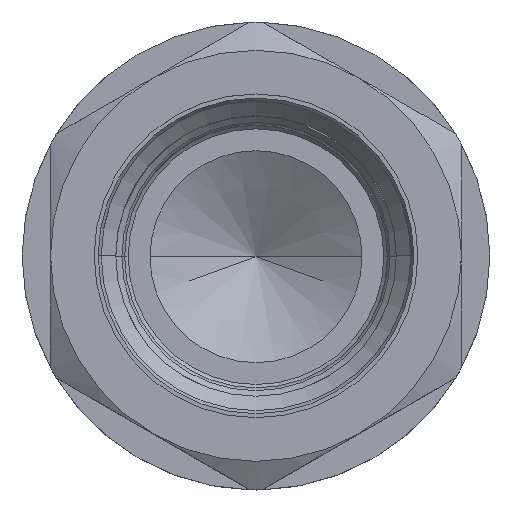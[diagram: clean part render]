
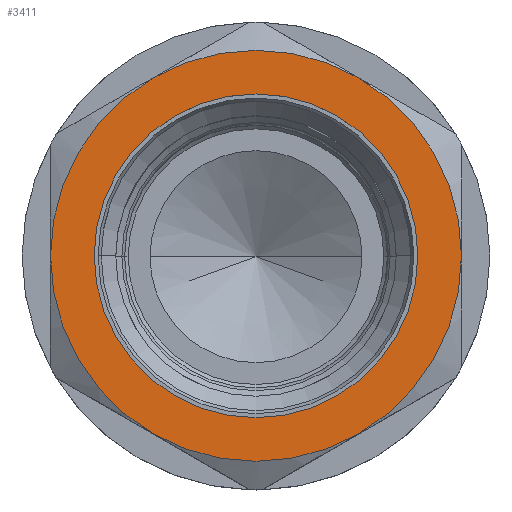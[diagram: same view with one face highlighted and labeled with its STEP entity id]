
A CAD part, top view. The second image highlights one B-rep face of the part: STEP entity #3411.
In plain terms, the highlighted planar face has unit normal (0, 0, 1).
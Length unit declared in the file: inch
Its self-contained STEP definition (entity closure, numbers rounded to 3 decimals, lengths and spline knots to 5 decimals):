
#1099=CARTESIAN_POINT('',(0.,0.,0.608));
#1100=DIRECTION('',(0.,0.,1.));
#1101=DIRECTION('',(-1.,0.,0.));
#1102=AXIS2_PLACEMENT_3D('',#1099,#1100,#1101);
#1104=CARTESIAN_POINT('',(0.,0.,0.608));
#1105=DIRECTION('',(0.,0.,1.));
#1106=DIRECTION('',(-0.5,0.866,0.));
#1107=AXIS2_PLACEMENT_3D('',#1104,#1105,#1106);
#1109=CARTESIAN_POINT('',(0.,0.,0.608));
#1110=DIRECTION('',(0.,0.,1.));
#1111=DIRECTION('',(1.,0.,0.));
#1112=AXIS2_PLACEMENT_3D('',#1109,#1110,#1111);
#1114=CARTESIAN_POINT('',(0.,0.,0.608));
#1115=DIRECTION('',(0.,0.,1.));
#1116=DIRECTION('',(0.5,-0.866,0.));
#1117=AXIS2_PLACEMENT_3D('',#1114,#1115,#1116);
#1119=CARTESIAN_POINT('',(0.,0.,0.608));
#1120=DIRECTION('',(0.,0.,-1.));
#1121=DIRECTION('',(1.,0.,0.));
#1122=AXIS2_PLACEMENT_3D('',#1119,#1120,#1121);
#1124=CARTESIAN_POINT('',(0.,0.,0.608));
#1125=DIRECTION('',(0.,0.,-1.));
#1126=DIRECTION('',(-1.,0.,0.));
#1127=AXIS2_PLACEMENT_3D('',#1124,#1125,#1126);
#1129=CARTESIAN_POINT('',(0.,0.,0.608));
#1130=DIRECTION('',(0.,0.,1.));
#1131=DIRECTION('',(-0.5,-0.866,0.));
#1132=AXIS2_PLACEMENT_3D('',#1129,#1130,#1131);
#1162=CARTESIAN_POINT('',(0.3425,0.59323,
0.608));
#1190=CARTESIAN_POINT('',(0.685,0.,
0.608));
#1218=CARTESIAN_POINT('',(0.3425,-0.59323,
0.608));
#1256=CARTESIAN_POINT('',(0.,0.,0.608));
#1257=DIRECTION('',(0.,0.,1.));
#1258=DIRECTION('',(0.5,0.866,0.));
#1259=AXIS2_PLACEMENT_3D('',#1256,#1257,#1258);
#1297=CARTESIAN_POINT('',(-0.3425,-0.59323,
0.608));
#1325=CARTESIAN_POINT('',(-0.685,0.,
0.608));
#1353=CARTESIAN_POINT('',(-0.3425,0.59323,
0.608));
#2182=VERTEX_POINT('',#1162);
#2185=VERTEX_POINT('',#1190);
#2188=VERTEX_POINT('',#1218);
#2203=VERTEX_POINT('',#1297);
#2206=VERTEX_POINT('',#1325);
#2209=VERTEX_POINT('',#1353);
#2271=CARTESIAN_POINT('',(0.5395,0.,0.608));
#2272=CARTESIAN_POINT('',(-0.5395,0.,0.608));
#2273=VERTEX_POINT('',#2271);
#2274=VERTEX_POINT('',#2272);
#3387=CARTESIAN_POINT('',(0.,0.,0.608));
#3388=DIRECTION('',(0.,0.,1.));
#3389=DIRECTION('',(0.,1.,0.));
#3390=AXIS2_PLACEMENT_3D('',#3387,#3388,#3389);
#3391=PLANE('',#3390);
#3393=ORIENTED_EDGE('',*,*,#3392,.F.);
#3395=ORIENTED_EDGE('',*,*,#3394,.F.);
#3397=ORIENTED_EDGE('',*,*,#3396,.F.);
#3399=ORIENTED_EDGE('',*,*,#3398,.F.);
#3401=ORIENTED_EDGE('',*,*,#3400,.F.);
#3403=ORIENTED_EDGE('',*,*,#3402,.F.);
#3404=EDGE_LOOP('',(#3393,#3395,#3397,#3399,#3401,#3403));
#3405=FACE_OUTER_BOUND('',#3404,.F.);
#3406=ORIENTED_EDGE('',*,*,#3377,.F.);
#3408=ORIENTED_EDGE('',*,*,#3407,.F.);
#3409=EDGE_LOOP('',(#3406,#3408));
#3410=FACE_BOUND('',#3409,.F.);
#3411=ADVANCED_FACE('',(#3405,#3410),#3391,.T.);
#1103=CIRCLE('',#1102,0.685);
#1108=CIRCLE('',#1107,0.685);
#1113=CIRCLE('',#1112,0.685);
#1118=CIRCLE('',#1117,0.685);
#1123=CIRCLE('',#1122,0.5395);
#1128=CIRCLE('',#1127,0.5395);
#1133=CIRCLE('',#1132,0.685);
#1260=CIRCLE('',#1259,0.685);
#3377=EDGE_CURVE('',#2273,#2274,#1123,.T.);
#3392=EDGE_CURVE('',#2203,#2188,#1133,.T.);
#3394=EDGE_CURVE('',#2206,#2203,#1103,.T.);
#3396=EDGE_CURVE('',#2209,#2206,#1108,.T.);
#3398=EDGE_CURVE('',#2182,#2209,#1260,.T.);
#3400=EDGE_CURVE('',#2185,#2182,#1113,.T.);
#3402=EDGE_CURVE('',#2188,#2185,#1118,.T.);
#3407=EDGE_CURVE('',#2274,#2273,#1128,.T.);
